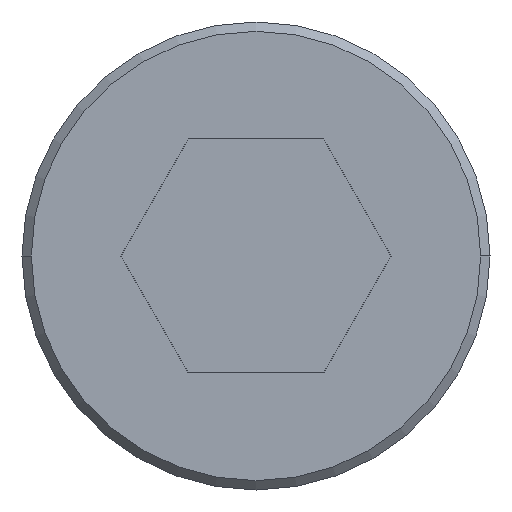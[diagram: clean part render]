
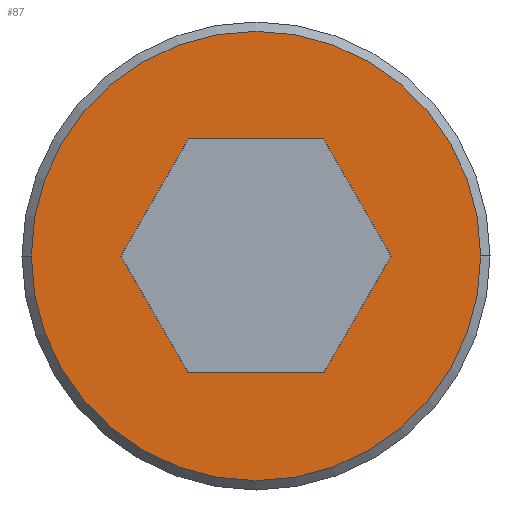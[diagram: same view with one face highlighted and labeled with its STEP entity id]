
A CAD part, left-side view. The second image highlights one B-rep face of the part: STEP entity #87.
In plain terms, the highlighted planar face has unit normal (-1, 0, 0).
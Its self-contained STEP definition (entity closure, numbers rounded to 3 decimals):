
#87=ADVANCED_FACE('',(#121,#122),#123,.T.);
#121=FACE_BOUND('',#166,.T.);
#122=FACE_OUTER_BOUND('',#167,.T.);
#123=PLANE('',#168);
#166=EDGE_LOOP('',(#273,#274,#275,#276,#277,#278));
#167=EDGE_LOOP('',(#279,#280));
#168=AXIS2_PLACEMENT_3D('',#281,#282,#283);
#273=ORIENTED_EDGE('',*,*,#366,.T.);
#274=ORIENTED_EDGE('',*,*,#372,.T.);
#275=ORIENTED_EDGE('',*,*,#369,.T.);
#276=ORIENTED_EDGE('',*,*,#356,.T.);
#277=ORIENTED_EDGE('',*,*,#360,.T.);
#278=ORIENTED_EDGE('',*,*,#363,.T.);
#279=ORIENTED_EDGE('',*,*,#354,.F.);
#280=ORIENTED_EDGE('',*,*,#374,.F.);
#281=CARTESIAN_POINT('',(-8.0,2.4,0.0));
#282=DIRECTION('',(-1.0,0.0,0.0));
#283=DIRECTION('',(0.0,-1.0,0.0));
#354=EDGE_CURVE('',#411,#413,#414,.T.);
#356=EDGE_CURVE('',#416,#417,#418,.T.);
#360=EDGE_CURVE('',#417,#424,#425,.T.);
#363=EDGE_CURVE('',#424,#429,#430,.T.);
#366=EDGE_CURVE('',#429,#434,#435,.T.);
#369=EDGE_CURVE('',#439,#416,#440,.T.);
#372=EDGE_CURVE('',#434,#439,#444,.T.);
#374=EDGE_CURVE('',#413,#411,#446,.T.);
#411=VERTEX_POINT('',#491);
#413=VERTEX_POINT('',#494);
#414=CIRCLE('',#495,4.8);
#416=VERTEX_POINT('',#498);
#417=VERTEX_POINT('',#499);
#418=LINE('',#500,#501);
#424=VERTEX_POINT('',#510);
#425=LINE('',#511,#512);
#429=VERTEX_POINT('',#518);
#430=LINE('',#519,#520);
#434=VERTEX_POINT('',#526);
#435=LINE('',#527,#528);
#439=VERTEX_POINT('',#534);
#440=LINE('',#535,#536);
#444=LINE('',#542,#543);
#446=CIRCLE('',#546,4.8);
#491=CARTESIAN_POINT('',(-8.0,4.8,0.0));
#494=CARTESIAN_POINT('',(-8.0,-4.8,0.));
#495=AXIS2_PLACEMENT_3D('',#584,#585,#586);
#498=CARTESIAN_POINT('',(-8.0,1.443,-2.5));
#499=CARTESIAN_POINT('',(-8.0,2.887,0.));
#500=CARTESIAN_POINT('',(-8.0,2.465,-0.73));
#501=VECTOR('',#588,1.0);
#510=CARTESIAN_POINT('',(-8.0,1.443,2.5));
#511=CARTESIAN_POINT('',(-8.0,2.465,0.73));
#512=VECTOR('',#592,1.0);
#518=CARTESIAN_POINT('',(-8.0,-1.443,2.5));
#519=CARTESIAN_POINT('',(-8.0,1.2,2.5));
#520=VECTOR('',#595,1.0);
#526=CARTESIAN_POINT('',(-8.0,-2.887,0.));
#527=CARTESIAN_POINT('',(-8.0,-1.865,1.77));
#528=VECTOR('',#598,1.0);
#534=CARTESIAN_POINT('',(-8.0,-1.443,-2.5));
#535=CARTESIAN_POINT('',(-8.0,1.2,-2.5));
#536=VECTOR('',#601,1.0);
#542=CARTESIAN_POINT('',(-8.0,-1.865,-1.77));
#543=VECTOR('',#604,1.0);
#546=AXIS2_PLACEMENT_3D('',#606,#607,#608);
#584=CARTESIAN_POINT('',(-8.0,0.0,0.0));
#585=DIRECTION('',(1.0,0.0,0.0));
#586=DIRECTION('',(0.0,1.0,0.0));
#588=DIRECTION('',(0.0,0.5,0.866));
#592=DIRECTION('',(0.0,-0.5,0.866));
#595=DIRECTION('',(0.0,-1.0,0.));
#598=DIRECTION('',(-0.0,-0.5,-0.866));
#601=DIRECTION('',(0.0,1.0,0.0));
#604=DIRECTION('',(0.0,0.5,-0.866));
#606=CARTESIAN_POINT('',(-8.0,0.0,0.0));
#607=DIRECTION('',(1.0,0.0,0.0));
#608=DIRECTION('',(0.0,1.0,0.0));
